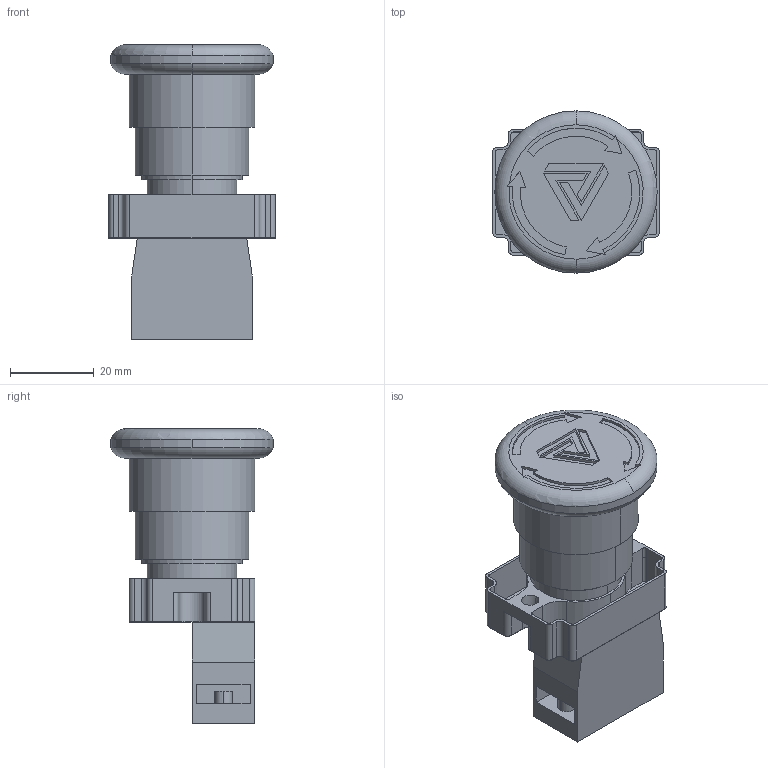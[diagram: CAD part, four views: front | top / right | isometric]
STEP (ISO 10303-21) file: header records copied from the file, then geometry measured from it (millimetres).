
FILE_DESCRIPTION (( 'STEP AP214' ), '1' );
FILE_NAME ('E-STOP.STEP', '2023-09-21T13:14:08', ( '' ), ( '' ), 'SwSTEP 2.0', 'SolidWorks 2022', '' );
FILE_SCHEMA (( 'AUTOMOTIVE_DESIGN' ));
Length unit declared in the file: millimetre
Products named in the file (1): E-STOP
Bounding box: 39.88 x 38.81 x 70.36 mm (x, y, z)
Volume: 23951.8 mm3; surface area: 21432.8 mm2
Topology: 1 solids, 1 shells, 272 faces, 703 edges, 452 vertices
Faces by surface type: plane 143, cylinder 105, torus 24
Entity records: 10992 total; most frequent: DIRECTION 1494, CARTESIAN_POINT 1461, ORIENTED_EDGE 1406, EDGE_CURVE 703, AXIS2_PLACEMENT_3D 529, VERTEX_POINT 452, LINE 436, VECTOR 436
